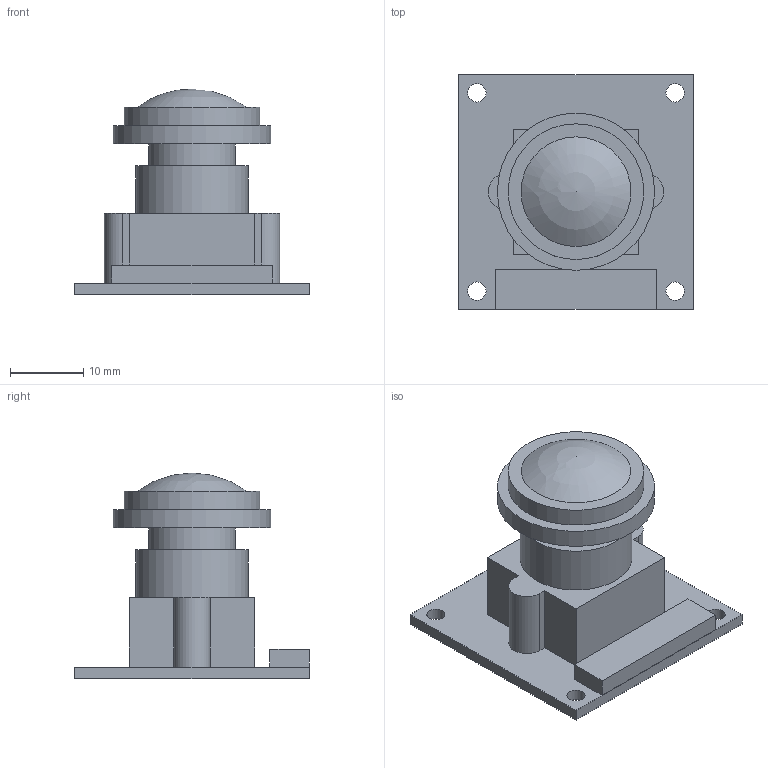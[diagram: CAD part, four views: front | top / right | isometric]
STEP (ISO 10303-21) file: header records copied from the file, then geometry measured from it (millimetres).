
FILE_DESCRIPTION(/* description */ (''),/* implementation_level */ '2;1');
FILE_NAME(/* name */ 'PiCam_WideAngle v2.step',/* time_stamp */ '2019-12-13T09:55:22-05:00',/* author */ (''),/* organization */ (''),/* preprocessor_version */ 'ST-DEVELOPER v18',/* originating_system */ 'Autodesk Translation Framework v8.12.0.6',/* authorisation */ '');
FILE_SCHEMA (('AUTOMOTIVE_DESIGN { 1 0 10303 214 3 1 1 }'));
Length unit declared in the file: millimetre
Products named in the file (6): PiCam_WideAngle; Lens; Connector; Lense frame; PCB; Camera Body
Assembly tree (5 placements, depth 2):
  PiCam_WideAngle
    Lens
    Connector
    Lense frame
    PCB
    Camera Body
Bounding box: 32.1 x 32.1 x 28.15 mm (x, y, z)
Volume: 7922.9 mm3; surface area: 6086.2 mm2
Topology: 5 solids, 5 shells, 50 faces, 109 edges, 74 vertices
Faces by surface type: plane 33, cylinder 16, sphere 1
Full cylindrical faces by diameter (mm): 1.5 x4, 2.5 x4, 4 x1, 8 x1, 11.85 x1, 15.35 x1, 18.55 x1, 21.5 x1
Entity records: 1615 total; most frequent: DIRECTION 268, CARTESIAN_POINT 243, ORIENTED_EDGE 216, EDGE_CURVE 108, AXIS2_PLACEMENT_3D 99, VERTEX_POINT 74, LINE 70, VECTOR 70
